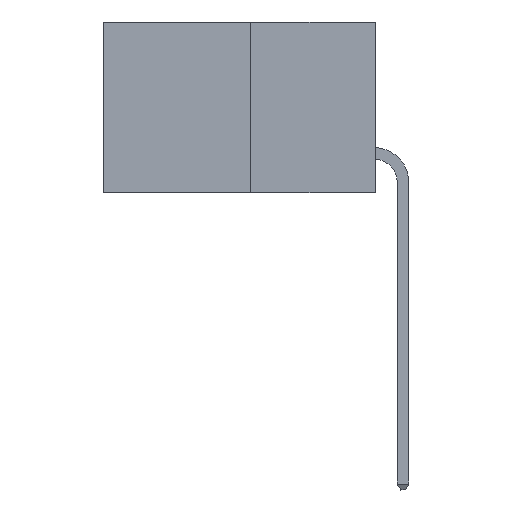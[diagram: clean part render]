
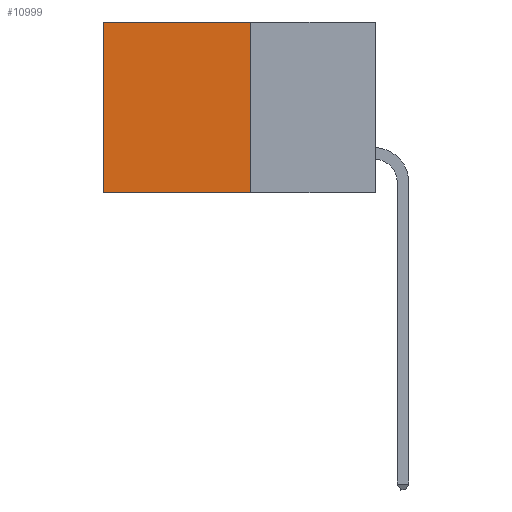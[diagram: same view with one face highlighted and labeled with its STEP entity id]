
A CAD part, left-side view. The second image highlights one B-rep face of the part: STEP entity #10999.
In plain terms, the highlighted planar face has unit normal (-1, 0, 0).
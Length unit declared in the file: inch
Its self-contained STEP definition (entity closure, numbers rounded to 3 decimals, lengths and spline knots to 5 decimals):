
#152 = DIRECTION ( 'NONE',  ( 0., 0., -1. ) ) ;
#226 = EDGE_CURVE ( 'NONE', #5692, #10454, #12452, .T. ) ;
#287 = EDGE_CURVE ( 'NONE', #7615, #4123, #3454, .T. ) ;
#2242 = CARTESIAN_POINT ( 'NONE',  ( 0.277, 0.27, 0. ) ) ;
#2403 = CARTESIAN_POINT ( 'NONE',  ( 0.277, 0.27, -0.37 ) ) ;
#2862 = CARTESIAN_POINT ( 'NONE',  ( 0.277, 0.59, -0.37 ) ) ;
#3454 = LINE ( 'NONE', #6501, #6834 ) ;
#3580 = DIRECTION ( 'NONE',  ( 1., 0., 0. ) ) ;
#4123 = VERTEX_POINT ( 'NONE', #8341 ) ;
#4343 = VECTOR ( 'NONE', #6618, 39.37008 ) ;
#4777 = EDGE_CURVE ( 'NONE', #4123, #10454, #11682, .T. ) ;
#4919 = ORIENTED_EDGE ( 'NONE', *, *, #226, .F. ) ;
#5552 = ORIENTED_EDGE ( 'NONE', *, *, #11024, .F. ) ;
#5692 = VERTEX_POINT ( 'NONE', #6544 ) ;
#5982 = CARTESIAN_POINT ( 'NONE',  ( 0.277, 0.27, -0.37 ) ) ;
#6260 = CARTESIAN_POINT ( 'NONE',  ( 0.277, 0.59, -0.37 ) ) ;
#6432 = ORIENTED_EDGE ( 'NONE', *, *, #287, .T. ) ;
#6501 = CARTESIAN_POINT ( 'NONE',  ( 0.277, 0.27, 0. ) ) ;
#6544 = CARTESIAN_POINT ( 'NONE',  ( 0.277, 0.27, -0.37 ) ) ;
#6618 = DIRECTION ( 'NONE',  ( 0., 0., -1. ) ) ;
#6834 = VECTOR ( 'NONE', #9045, 39.37008 ) ;
#6999 = PLANE ( 'NONE',  #7257 ) ;
#7257 = AXIS2_PLACEMENT_3D ( 'NONE', #5982, #3580, #152 ) ;
#7615 = VERTEX_POINT ( 'NONE', #2242 ) ;
#8341 = CARTESIAN_POINT ( 'NONE',  ( 0.277, 0.59, 0. ) ) ;
#8753 = LINE ( 'NONE', #8923, #11578 ) ;
#8923 = CARTESIAN_POINT ( 'NONE',  ( 0.277, 0.27, -0.37 ) ) ;
#9045 = DIRECTION ( 'NONE',  ( 0., 1., 0. ) ) ;
#9611 = DIRECTION ( 'NONE',  ( 0., 1., 0. ) ) ;
#9896 = DIRECTION ( 'NONE',  ( 0., 0., -1. ) ) ;
#10454 = VERTEX_POINT ( 'NONE', #2862 ) ;
#10999 = ADVANCED_FACE ( 'NONE', ( #13468 ), #6999, .F. ) ;
#11024 = EDGE_CURVE ( 'NONE', #7615, #5692, #8753, .T. ) ;
#11578 = VECTOR ( 'NONE', #9896, 39.37008 ) ;
#11682 = LINE ( 'NONE', #6260, #4343 ) ;
#11764 = EDGE_LOOP ( 'NONE', ( #12552, #4919, #5552, #6432 ) ) ;
#12159 = VECTOR ( 'NONE', #9611, 39.37008 ) ;
#12452 = LINE ( 'NONE', #2403, #12159 ) ;
#12552 = ORIENTED_EDGE ( 'NONE', *, *, #4777, .T. ) ;
#13468 = FACE_OUTER_BOUND ( 'NONE', #11764, .T. ) ;
